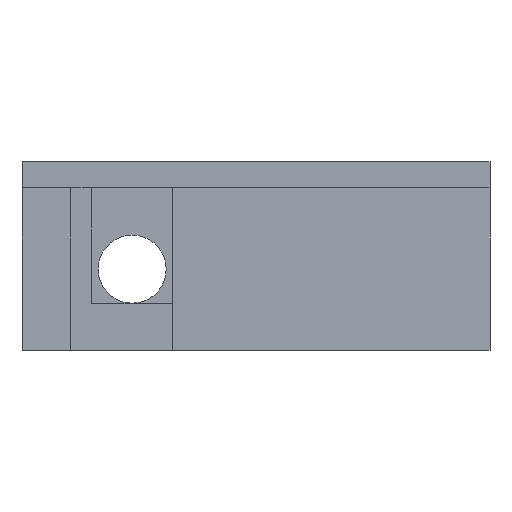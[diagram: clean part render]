
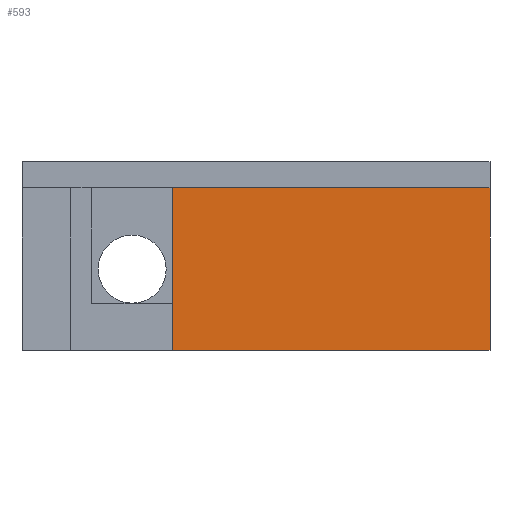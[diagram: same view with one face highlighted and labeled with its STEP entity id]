
A CAD part, front view. The second image highlights one B-rep face of the part: STEP entity #593.
In plain terms, the highlighted planar face has unit normal (0, -1, 0).
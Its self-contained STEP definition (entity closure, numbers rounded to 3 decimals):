
#158 = VERTEX_POINT('',#159);
#159 = CARTESIAN_POINT('',(-80.706,-20.008,0.));
#165 = EDGE_CURVE('',#158,#166,#168,.T.);
#166 = VERTEX_POINT('',#167);
#167 = CARTESIAN_POINT('',(-56.506,-20.008,0.));
#168 = LINE('',#169,#170);
#169 = CARTESIAN_POINT('',(-80.706,-20.008,0.));
#170 = VECTOR('',#171,1.);
#171 = DIRECTION('',(1.,-0.,0.));
#575 = VERTEX_POINT('',#576);
#576 = CARTESIAN_POINT('',(-80.706,-20.008,12.4));
#582 = EDGE_CURVE('',#158,#575,#583,.T.);
#583 = LINE('',#584,#585);
#584 = CARTESIAN_POINT('',(-80.706,-20.008,0.));
#585 = VECTOR('',#586,1.);
#586 = DIRECTION('',(0.,0.,1.));
#593 = ADVANCED_FACE('',(#594),#612,.T.);
#594 = FACE_BOUND('',#595,.F.);
#595 = EDGE_LOOP('',(#596,#597,#605,#611));
#596 = ORIENTED_EDGE('',*,*,#582,.T.);
#597 = ORIENTED_EDGE('',*,*,#598,.T.);
#598 = EDGE_CURVE('',#575,#599,#601,.T.);
#599 = VERTEX_POINT('',#600);
#600 = CARTESIAN_POINT('',(-56.506,-20.008,12.4));
#601 = LINE('',#602,#603);
#602 = CARTESIAN_POINT('',(-80.706,-20.008,12.4));
#603 = VECTOR('',#604,1.);
#604 = DIRECTION('',(1.,-0.,0.));
#605 = ORIENTED_EDGE('',*,*,#606,.F.);
#606 = EDGE_CURVE('',#166,#599,#607,.T.);
#607 = LINE('',#608,#609);
#608 = CARTESIAN_POINT('',(-56.506,-20.008,0.));
#609 = VECTOR('',#610,1.);
#610 = DIRECTION('',(0.,0.,1.));
#611 = ORIENTED_EDGE('',*,*,#165,.F.);
#612 = PLANE('',#613);
#613 = AXIS2_PLACEMENT_3D('',#614,#615,#616);
#614 = CARTESIAN_POINT('',(-80.706,-20.008,0.));
#615 = DIRECTION('',(0.,-1.,0.));
#616 = DIRECTION('',(-1.,0.,0.));
